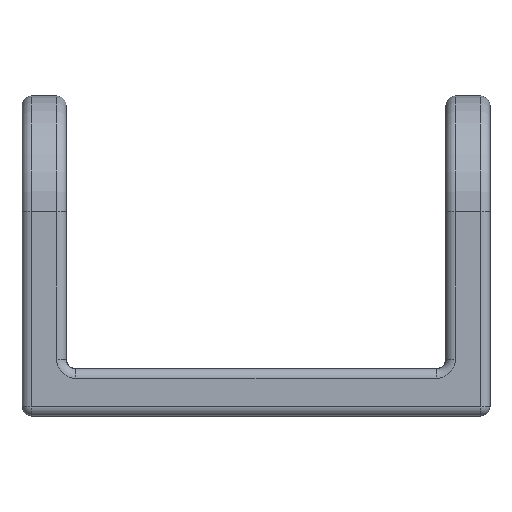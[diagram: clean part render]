
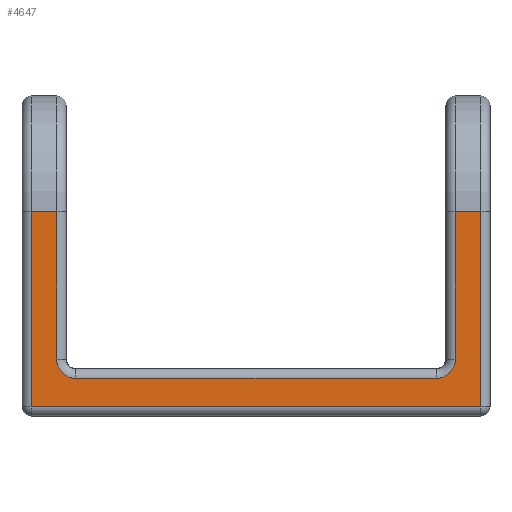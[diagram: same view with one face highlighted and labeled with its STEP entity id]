
A CAD part, front view. The second image highlights one B-rep face of the part: STEP entity #4647.
In plain terms, the highlighted planar face has unit normal (0, -1, 0).
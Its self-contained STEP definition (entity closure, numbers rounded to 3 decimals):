
#120=PLANE('',#5269);
#217=LINE('',#13629,#483);
#223=LINE('',#13701,#489);
#225=LINE('',#13707,#491);
#314=LINE('',#14716,#580);
#369=LINE('',#14983,#635);
#373=LINE('',#15001,#639);
#415=LINE('',#15194,#681);
#431=LINE('',#15228,#697);
#483=VECTOR('',#5607,10.);
#489=VECTOR('',#5643,10.);
#491=VECTOR('',#5649,10.);
#580=VECTOR('',#6080,10.);
#635=VECTOR('',#6413,10.);
#639=VECTOR('',#6437,10.);
#681=VECTOR('',#6681,10.);
#697=VECTOR('',#6733,10.);
#1125=FACE_OUTER_BOUND('',#1451,.T.);
#1451=EDGE_LOOP('',(#4309,#4310,#4311,#4312,#4313,#4314,#4315,#4316,#4317,
#4318));
#1555=CIRCLE('',#4799,4.);
#1557=CIRCLE('',#4802,4.);
#2007=VERTEX_POINT('',#13613);
#2008=VERTEX_POINT('',#13615);
#2009=VERTEX_POINT('',#13619);
#2010=VERTEX_POINT('',#13620);
#2022=VERTEX_POINT('',#13694);
#2024=VERTEX_POINT('',#13703);
#2136=VERTEX_POINT('',#14701);
#2141=VERTEX_POINT('',#14711);
#2213=VERTEX_POINT('',#14979);
#2217=VERTEX_POINT('',#14994);
#2472=EDGE_CURVE('',#2007,#2008,#1555,.T.);
#2474=EDGE_CURVE('',#2009,#2010,#1557,.T.);
#2479=EDGE_CURVE('',#2010,#2007,#217,.T.);
#2496=EDGE_CURVE('',#2022,#2009,#223,.T.);
#2499=EDGE_CURVE('',#2008,#2024,#225,.T.);
#2694=EDGE_CURVE('',#2136,#2141,#314,.T.);
#2831=EDGE_CURVE('',#2141,#2213,#369,.T.);
#2841=EDGE_CURVE('',#2217,#2136,#373,.T.);
#2933=EDGE_CURVE('',#2024,#2217,#415,.T.);
#2949=EDGE_CURVE('',#2213,#2022,#431,.T.);
#4309=ORIENTED_EDGE('',*,*,#2496,.F.);
#4310=ORIENTED_EDGE('',*,*,#2949,.F.);
#4311=ORIENTED_EDGE('',*,*,#2831,.F.);
#4312=ORIENTED_EDGE('',*,*,#2694,.F.);
#4313=ORIENTED_EDGE('',*,*,#2841,.F.);
#4314=ORIENTED_EDGE('',*,*,#2933,.F.);
#4315=ORIENTED_EDGE('',*,*,#2499,.F.);
#4316=ORIENTED_EDGE('',*,*,#2472,.F.);
#4317=ORIENTED_EDGE('',*,*,#2479,.F.);
#4318=ORIENTED_EDGE('',*,*,#2474,.F.);
#4647=ADVANCED_FACE('',(#1125),#120,.T.);
#4799=AXIS2_PLACEMENT_3D('',#13616,#5590,#5591);
#4802=AXIS2_PLACEMENT_3D('',#13621,#5596,#5597);
#5269=AXIS2_PLACEMENT_3D('',#15240,#6751,#6752);
#5590=DIRECTION('center_axis',(0.,-1.,0.));
#5591=DIRECTION('ref_axis',(0.707,0.,-0.707));
#5596=DIRECTION('center_axis',(0.,-1.,0.));
#5597=DIRECTION('ref_axis',(-0.707,0.,-0.707));
#5607=DIRECTION('',(1.,0.,0.));
#5643=DIRECTION('',(0.,0.,-1.));
#5649=DIRECTION('',(0.,0.,1.));
#6080=DIRECTION('',(-1.,0.,0.));
#6413=DIRECTION('',(0.,0.,1.));
#6437=DIRECTION('',(0.,0.,-1.));
#6681=DIRECTION('',(1.,0.,0.));
#6733=DIRECTION('',(1.,0.,0.));
#6751=DIRECTION('center_axis',(0.,-1.,0.));
#6752=DIRECTION('ref_axis',(1.,0.,0.));
#13613=CARTESIAN_POINT('',(84.95,0.,8.));
#13615=CARTESIAN_POINT('',(88.95,0.,12.));
#13616=CARTESIAN_POINT('Origin',(84.95,0.,12.));
#13619=CARTESIAN_POINT('',(4.45,0.,12.));
#13620=CARTESIAN_POINT('',(8.45,0.,8.));
#13621=CARTESIAN_POINT('Origin',(8.45,0.,12.));
#13629=CARTESIAN_POINT('',(23.35,0.,8.));
#13694=CARTESIAN_POINT('',(4.45,0.,43.346));
#13701=CARTESIAN_POINT('',(4.45,0.,19.462));
#13703=CARTESIAN_POINT('',(88.95,0.,43.346));
#13707=CARTESIAN_POINT('',(88.95,0.,16.962));
#14701=CARTESIAN_POINT('',(94.3,0.,2.));
#14711=CARTESIAN_POINT('',(-0.9,0.,2.));
#14716=CARTESIAN_POINT('',(23.35,0.,2.));
#14979=CARTESIAN_POINT('',(-0.9,0.,43.346));
#14983=CARTESIAN_POINT('',(-0.9,0.,0.));
#14994=CARTESIAN_POINT('',(94.3,0.,43.346));
#15001=CARTESIAN_POINT('',(94.3,0.,0.));
#15194=CARTESIAN_POINT('',(93.4,0.,43.346));
#15228=CARTESIAN_POINT('',(0.,0.,43.346));
#15240=CARTESIAN_POINT('Origin',(0.,0.,0.));
